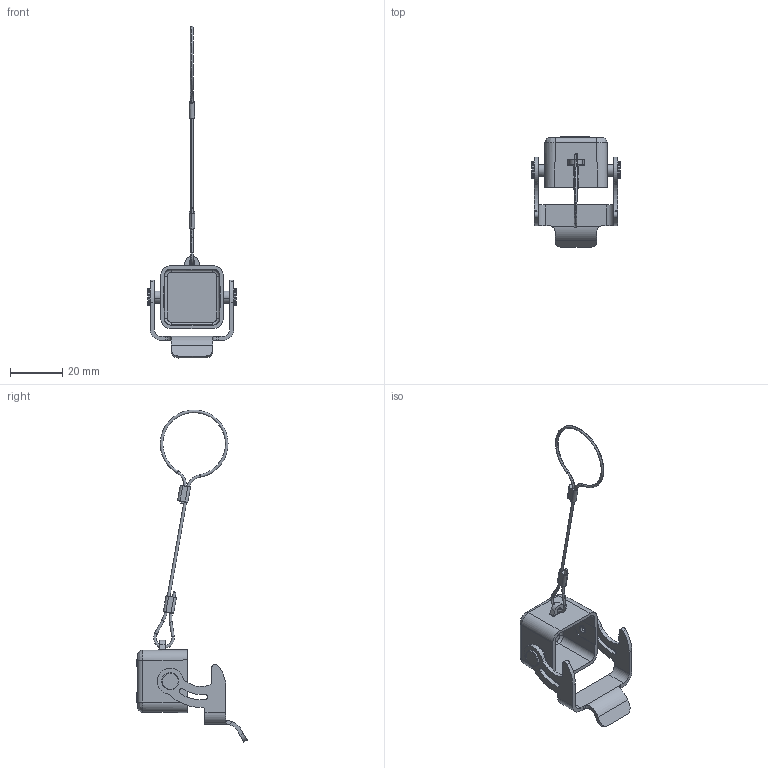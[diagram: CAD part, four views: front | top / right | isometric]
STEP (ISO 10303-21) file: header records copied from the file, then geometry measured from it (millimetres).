
FILE_DESCRIPTION((''),'2;1');
FILE_NAME('ASM0018_SW0001','2024-01-19T',('yp.zhu'),(''),'PRO/ENGINEER BY PARAMETRIC TECHNOLOGY CORPORATION, 2012480','PRO/ENGINEER BY PARAMETRIC TECHNOLOGY CORPORATION, 2012480','');
FILE_SCHEMA(('CONFIG_CONTROL_DESIGN'));
Length unit declared in the file: inch
Products named in the file (1): ASM0018_SW0001
Bounding box: 33.85 x 42.18 x 126.76 mm (x, y, z)
Volume: 4505.8 mm3; surface area: 7333.9 mm2
Topology: 2 solids, 2 shells, 268 faces, 708 edges, 462 vertices
Faces by surface type: cylinder 125, plane 104, torus 24, cone 8, bspline 6, sphere 1
Entity records: 9281 total; most frequent: CARTESIAN_POINT 2442, DIRECTION 1459, ORIENTED_EDGE 1408, EDGE_CURVE 704, AXIS2_PLACEMENT_3D 543, VERTEX_POINT 462, VECTOR 373, LINE 373
